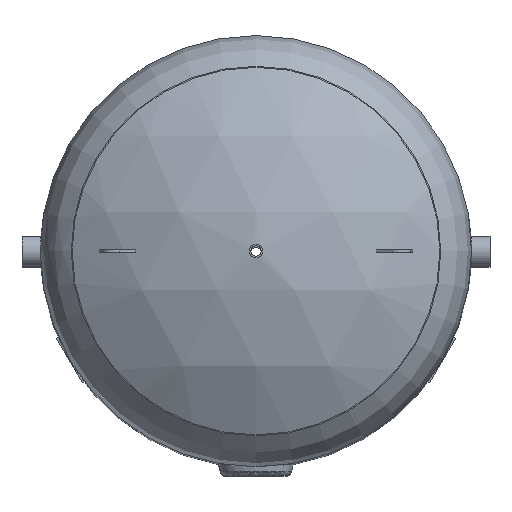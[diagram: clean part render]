
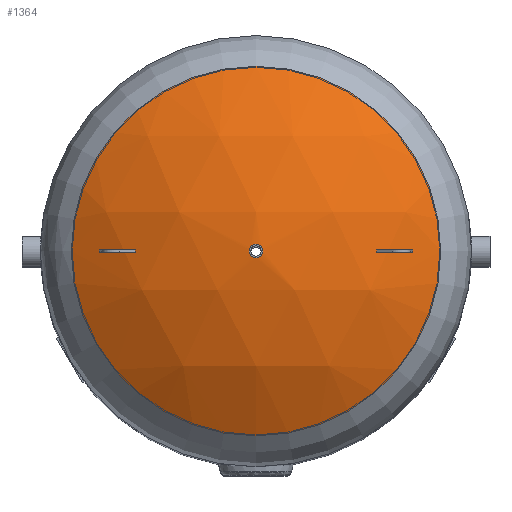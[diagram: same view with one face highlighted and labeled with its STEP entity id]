
A CAD part, top view. The second image highlights one B-rep face of the part: STEP entity #1364.
In plain terms, the highlighted spherical face has radius 1000 mm.
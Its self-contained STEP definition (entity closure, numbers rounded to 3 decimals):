
#329=SPHERICAL_SURFACE('',#1512,1000.);
#389=FACE_BOUND('',#611,.T.);
#466=FACE_OUTER_BOUND('',#610,.T.);
#610=EDGE_LOOP('',(#1201));
#611=EDGE_LOOP('',(#1202));
#674=CIRCLE('',#1505,20.);
#678=CIRCLE('',#1513,535.604);
#785=VERTEX_POINT('',#4220);
#789=VERTEX_POINT('',#4232);
#928=EDGE_CURVE('',#785,#785,#674,.T.);
#932=EDGE_CURVE('',#789,#789,#678,.T.);
#1201=ORIENTED_EDGE('',*,*,#932,.F.);
#1202=ORIENTED_EDGE('',*,*,#928,.T.);
#1364=ADVANCED_FACE('',(#466,#389),#329,.T.);
#1505=AXIS2_PLACEMENT_3D('',#4221,#1821,#1822);
#1512=AXIS2_PLACEMENT_3D('',#4231,#1835,#1836);
#1513=AXIS2_PLACEMENT_3D('',#4233,#1837,#1838);
#1821=DIRECTION('center_axis',(0.,-1.,0.));
#1822=DIRECTION('ref_axis',(-1.,0.,0.));
#1835=DIRECTION('center_axis',(0.,0.,1.));
#1836=DIRECTION('ref_axis',(1.,0.,0.));
#1837=DIRECTION('center_axis',(0.,-1.,0.));
#1838=DIRECTION('ref_axis',(1.,0.,0.));
#4220=CARTESIAN_POINT('',(20.,349.8,0.));
#4221=CARTESIAN_POINT('Origin',(0.,349.8,0.));
#4231=CARTESIAN_POINT('Origin',(0.,-650.,0.));
#4232=CARTESIAN_POINT('',(535.604,194.469,0.));
#4233=CARTESIAN_POINT('Origin',(0.,194.469,0.));
